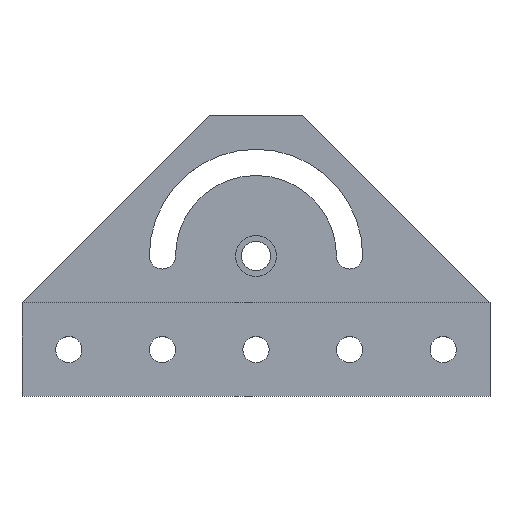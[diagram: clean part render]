
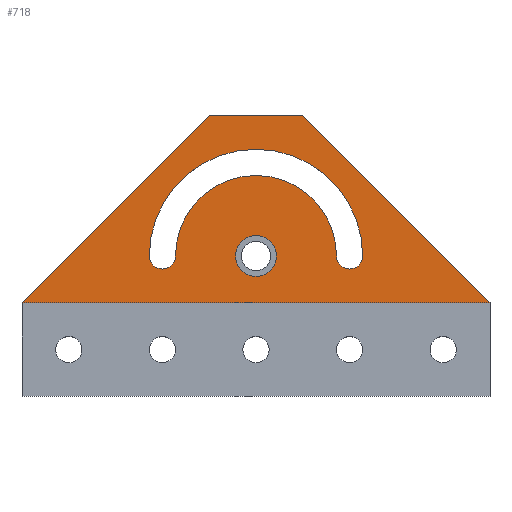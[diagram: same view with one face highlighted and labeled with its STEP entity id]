
A CAD part, top view. The second image highlights one B-rep face of the part: STEP entity #718.
In plain terms, the highlighted planar face has unit normal (0, 0, 1).
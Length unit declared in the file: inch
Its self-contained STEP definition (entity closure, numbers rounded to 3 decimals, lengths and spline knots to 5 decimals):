
#288=CARTESIAN_POINT('',(0.0,0.782,0.158));
#289=VERTEX_POINT('',#288);
#305=CARTESIAN_POINT('',(0.,1.218,0.158));
#306=VERTEX_POINT('',#305);
#313=CARTESIAN_POINT('',(0.0,1.0,0.158));
#314=DIRECTION('',(0.0,0.0,-1.0));
#315=DIRECTION('',(0.0,-1.0,0.0));
#316=AXIS2_PLACEMENT_3D('',#313,#314,#315);
#317=CIRCLE('',#316,0.218);
#318=EDGE_CURVE('',#289,#306,#317,.T.);
#328=CARTESIAN_POINT('',(0.86,1.0,0.158));
#329=VERTEX_POINT('',#328);
#330=CARTESIAN_POINT('',(-0.86,1.0,0.158));
#331=VERTEX_POINT('',#330);
#332=CARTESIAN_POINT('',(0.0,1.0,0.158));
#333=DIRECTION('',(0.0,0.0,1.0));
#334=DIRECTION('',(0.0,1.0,0.0));
#335=AXIS2_PLACEMENT_3D('',#332,#333,#334);
#336=CIRCLE('',#335,0.86);
#337=EDGE_CURVE('',#329,#331,#336,.T.);
#370=CARTESIAN_POINT('',(-1.14,1.0,0.158));
#371=VERTEX_POINT('',#370);
#372=CARTESIAN_POINT('',(-1.0,1.0,0.158));
#373=DIRECTION('',(0.0,0.0,-1.0));
#374=DIRECTION('',(0.0,-1.0,0.0));
#375=AXIS2_PLACEMENT_3D('',#372,#373,#374);
#376=CIRCLE('',#375,0.14);
#377=EDGE_CURVE('',#331,#371,#376,.T.);
#403=CARTESIAN_POINT('',(1.14,1.0,0.158));
#404=VERTEX_POINT('',#403);
#405=CARTESIAN_POINT('',(0.0,1.0,0.158));
#406=DIRECTION('',(0.0,0.0,-1.0));
#407=DIRECTION('',(0.0,1.0,0.0));
#408=AXIS2_PLACEMENT_3D('',#405,#406,#407);
#409=CIRCLE('',#408,1.14);
#410=EDGE_CURVE('',#371,#404,#409,.T.);
#436=CARTESIAN_POINT('',(1.0,1.0,0.158));
#437=DIRECTION('',(0.0,0.0,-1.0));
#438=DIRECTION('',(0.0,-1.0,0.0));
#439=AXIS2_PLACEMENT_3D('',#436,#437,#438);
#440=CIRCLE('',#439,0.14);
#441=EDGE_CURVE('',#404,#329,#440,.T.);
#461=CARTESIAN_POINT('',(0.0,1.0,0.158));
#462=DIRECTION('',(0.0,0.0,-1.0));
#463=DIRECTION('',(0.0,-1.0,0.0));
#464=AXIS2_PLACEMENT_3D('',#461,#462,#463);
#465=CIRCLE('',#464,0.218);
#466=EDGE_CURVE('',#306,#289,#465,.T.);
#614=CARTESIAN_POINT('',(0.5,2.5,0.158));
#615=VERTEX_POINT('',#614);
#622=CARTESIAN_POINT('',(2.5,0.5,0.158));
#623=VERTEX_POINT('',#622);
#624=CARTESIAN_POINT('',(0.5,2.5,0.158));
#625=DIRECTION('',(0.707,-0.707,0.0));
#626=VECTOR('',#625,2.82843);
#627=LINE('',#624,#626);
#628=EDGE_CURVE('',#615,#623,#627,.T.);
#678=CARTESIAN_POINT('',(2.5,2.5,0.158));
#679=DIRECTION('',(0.0,0.0,1.0));
#680=DIRECTION('',(0.0,-1.0,0.0));
#681=AXIS2_PLACEMENT_3D('',#678,#679,#680);
#682=PLANE('',#681);
#683=ORIENTED_EDGE('',*,*,#628,.F.);
#684=CARTESIAN_POINT('',(-0.5,2.5,0.158));
#685=VERTEX_POINT('',#684);
#686=CARTESIAN_POINT('',(0.5,2.5,0.158));
#687=DIRECTION('',(-1.0,0.0,0.0));
#688=VECTOR('',#687,1.0);
#689=LINE('',#686,#688);
#690=EDGE_CURVE('',#615,#685,#689,.T.);
#691=ORIENTED_EDGE('',*,*,#690,.T.);
#692=CARTESIAN_POINT('',(-2.5,0.5,0.158));
#693=VERTEX_POINT('',#692);
#694=CARTESIAN_POINT('',(-2.5,0.5,0.158));
#695=DIRECTION('',(0.707,0.707,0.));
#696=VECTOR('',#695,2.82843);
#697=LINE('',#694,#696);
#698=EDGE_CURVE('',#693,#685,#697,.T.);
#699=ORIENTED_EDGE('',*,*,#698,.F.);
#700=CARTESIAN_POINT('',(2.5,0.5,0.158));
#701=DIRECTION('',(-1.0,0.0,0.0));
#702=VECTOR('',#701,5.0);
#703=LINE('',#700,#702);
#704=EDGE_CURVE('',#623,#693,#703,.T.);
#705=ORIENTED_EDGE('',*,*,#704,.F.);
#706=EDGE_LOOP('',(#683,#691,#699,#705));
#707=FACE_OUTER_BOUND('',#706,.T.);
#708=ORIENTED_EDGE('',*,*,#337,.T.);
#709=ORIENTED_EDGE('',*,*,#377,.T.);
#710=ORIENTED_EDGE('',*,*,#410,.T.);
#711=ORIENTED_EDGE('',*,*,#441,.T.);
#712=EDGE_LOOP('',(#708,#709,#710,#711));
#713=FACE_BOUND('',#712,.T.);
#714=ORIENTED_EDGE('',*,*,#318,.T.);
#715=ORIENTED_EDGE('',*,*,#466,.T.);
#716=EDGE_LOOP('',(#714,#715));
#717=FACE_BOUND('',#716,.T.);
#718=ADVANCED_FACE('',(#707,#713,#717),#682,.T.);
